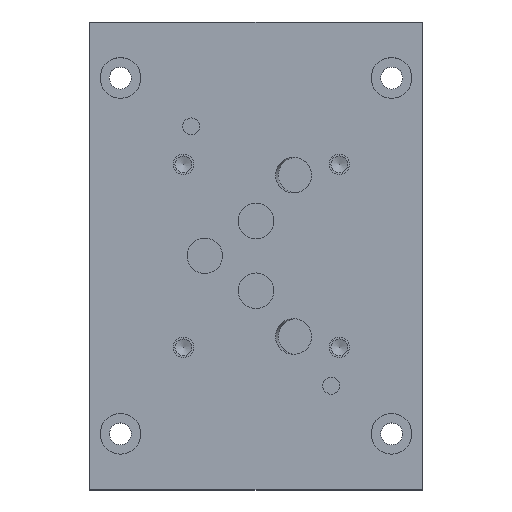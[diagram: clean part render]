
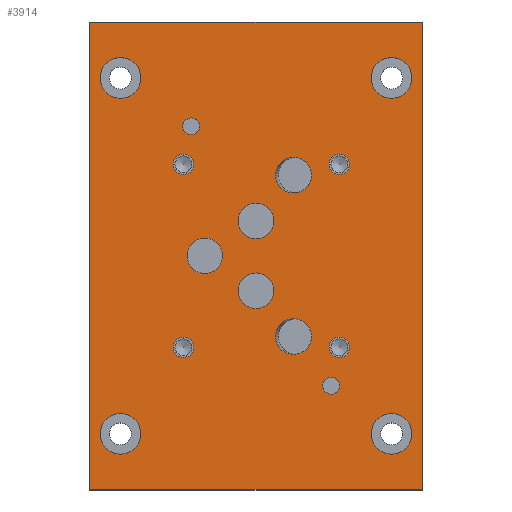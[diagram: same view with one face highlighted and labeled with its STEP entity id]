
A CAD part, top view. The second image highlights one B-rep face of the part: STEP entity #3914.
In plain terms, the highlighted planar face has unit normal (0, 0, 1).
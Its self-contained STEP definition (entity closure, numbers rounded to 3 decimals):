
#169=LINE('',#4897,#358);
#172=LINE('',#4903,#361);
#175=LINE('',#4909,#364);
#177=LINE('',#4912,#366);
#358=VECTOR('',#4219,1000.);
#361=VECTOR('',#4224,1000.);
#364=VECTOR('',#4229,1000.);
#366=VECTOR('',#4233,1000.);
#546=ELLIPSE('',#4042,5.315,5.25);
#547=ELLIPSE('',#4058,5.315,5.25);
#1167=ORIENTED_EDGE('',*,*,#1270,.T.);
#1168=ORIENTED_EDGE('',*,*,#1272,.T.);
#1169=ORIENTED_EDGE('',*,*,#1274,.T.);
#1170=ORIENTED_EDGE('',*,*,#1276,.T.);
#1171=ORIENTED_EDGE('',*,*,#1278,.T.);
#1172=ORIENTED_EDGE('',*,*,#1280,.T.);
#1173=ORIENTED_EDGE('',*,*,#1282,.T.);
#1174=ORIENTED_EDGE('',*,*,#1284,.T.);
#1175=ORIENTED_EDGE('',*,*,#1286,.T.);
#1176=ORIENTED_EDGE('',*,*,#1288,.T.);
#1177=ORIENTED_EDGE('',*,*,#1289,.T.);
#1178=ORIENTED_EDGE('',*,*,#1292,.T.);
#1179=ORIENTED_EDGE('',*,*,#1295,.T.);
#1180=ORIENTED_EDGE('',*,*,#1297,.T.);
#1181=ORIENTED_EDGE('',*,*,#1298,.T.);
#1182=ORIENTED_EDGE('',*,*,#1226,.T.);
#1183=ORIENTED_EDGE('',*,*,#1229,.T.);
#1184=ORIENTED_EDGE('',*,*,#1232,.T.);
#1185=ORIENTED_EDGE('',*,*,#1234,.T.);
#1226=EDGE_CURVE('',#1557,#1560,#169,.T.);
#1229=EDGE_CURVE('',#1560,#1562,#172,.T.);
#1232=EDGE_CURVE('',#1562,#1564,#175,.T.);
#1234=EDGE_CURVE('',#1564,#1557,#177,.T.);
#1270=EDGE_CURVE('',#1600,#1600,#1843,.T.);
#1272=EDGE_CURVE('',#1603,#1603,#1845,.T.);
#1274=EDGE_CURVE('',#1605,#1605,#1847,.T.);
#1276=EDGE_CURVE('',#1608,#1608,#1849,.T.);
#1278=EDGE_CURVE('',#1610,#1610,#1851,.T.);
#1280=EDGE_CURVE('',#1612,#1612,#1853,.T.);
#1282=EDGE_CURVE('',#1615,#1615,#1855,.T.);
#1284=EDGE_CURVE('',#1617,#1617,#1857,.T.);
#1286=EDGE_CURVE('',#1620,#1620,#1859,.T.);
#1288=EDGE_CURVE('',#1622,#1622,#1861,.T.);
#1289=EDGE_CURVE('',#1623,#1623,#546,.T.);
#1292=EDGE_CURVE('',#1626,#1626,#1864,.T.);
#1295=EDGE_CURVE('',#1629,#1629,#1867,.T.);
#1297=EDGE_CURVE('',#1631,#1631,#547,.T.);
#1298=EDGE_CURVE('',#1632,#1632,#1869,.T.);
#1557=VERTEX_POINT('',#4891);
#1560=VERTEX_POINT('',#4896);
#1562=VERTEX_POINT('',#4902);
#1564=VERTEX_POINT('',#4908);
#1600=VERTEX_POINT('',#5012);
#1603=VERTEX_POINT('',#5020);
#1605=VERTEX_POINT('',#5026);
#1608=VERTEX_POINT('',#5034);
#1610=VERTEX_POINT('',#5040);
#1612=VERTEX_POINT('',#5046);
#1615=VERTEX_POINT('',#5054);
#1617=VERTEX_POINT('',#5060);
#1620=VERTEX_POINT('',#5068);
#1622=VERTEX_POINT('',#5074);
#1623=VERTEX_POINT('',#5077);
#1626=VERTEX_POINT('',#5086);
#1629=VERTEX_POINT('',#5095);
#1631=VERTEX_POINT('',#5101);
#1632=VERTEX_POINT('',#5104);
#1843=CIRCLE('',#4000,3.);
#1845=CIRCLE('',#4005,6.);
#1847=CIRCLE('',#4009,3.);
#1849=CIRCLE('',#4014,6.);
#1851=CIRCLE('',#4018,6.);
#1853=CIRCLE('',#4022,3.);
#1855=CIRCLE('',#4027,6.);
#1857=CIRCLE('',#4031,3.);
#1859=CIRCLE('',#4036,5.25);
#1861=CIRCLE('',#4040,2.5);
#1864=CIRCLE('',#4048,5.25);
#1867=CIRCLE('',#4054,5.25);
#1869=CIRCLE('',#4060,2.5);
#2112=EDGE_LOOP('',(#1167));
#2113=EDGE_LOOP('',(#1168));
#2114=EDGE_LOOP('',(#1169));
#2115=EDGE_LOOP('',(#1170));
#2116=EDGE_LOOP('',(#1171));
#2117=EDGE_LOOP('',(#1172));
#2118=EDGE_LOOP('',(#1173));
#2119=EDGE_LOOP('',(#1174));
#2120=EDGE_LOOP('',(#1175));
#2121=EDGE_LOOP('',(#1176));
#2122=EDGE_LOOP('',(#1177));
#2123=EDGE_LOOP('',(#1178));
#2124=EDGE_LOOP('',(#1179));
#2125=EDGE_LOOP('',(#1180));
#2126=EDGE_LOOP('',(#1181));
#2127=EDGE_LOOP('',(#1182,#1183,#1184,#1185));
#2386=FACE_BOUND('',#2112,.T.);
#2387=FACE_BOUND('',#2113,.T.);
#2388=FACE_BOUND('',#2114,.T.);
#2389=FACE_BOUND('',#2115,.T.);
#2390=FACE_BOUND('',#2116,.T.);
#2391=FACE_BOUND('',#2117,.T.);
#2392=FACE_BOUND('',#2118,.T.);
#2393=FACE_BOUND('',#2119,.T.);
#2394=FACE_BOUND('',#2120,.T.);
#2395=FACE_BOUND('',#2121,.T.);
#2396=FACE_BOUND('',#2122,.T.);
#2397=FACE_BOUND('',#2123,.T.);
#2398=FACE_BOUND('',#2124,.T.);
#2399=FACE_BOUND('',#2125,.T.);
#2400=FACE_BOUND('',#2126,.T.);
#2401=FACE_BOUND('',#2127,.T.);
#2532=PLANE('',#4153);
#3914=ADVANCED_FACE('',(#2386,#2387,#2388,#2389,#2390,#2391,#2392,#2393,
#2394,#2395,#2396,#2397,#2398,#2399,#2400,#2401),#2532,.T.);
#4000=AXIS2_PLACEMENT_3D('',#5011,#4325,#4326);
#4005=AXIS2_PLACEMENT_3D('',#5019,#4335,#4336);
#4009=AXIS2_PLACEMENT_3D('',#5025,#4343,#4344);
#4014=AXIS2_PLACEMENT_3D('',#5033,#4353,#4354);
#4018=AXIS2_PLACEMENT_3D('',#5039,#4361,#4362);
#4022=AXIS2_PLACEMENT_3D('',#5045,#4369,#4370);
#4027=AXIS2_PLACEMENT_3D('',#5053,#4379,#4380);
#4031=AXIS2_PLACEMENT_3D('',#5059,#4387,#4388);
#4036=AXIS2_PLACEMENT_3D('',#5067,#4397,#4398);
#4040=AXIS2_PLACEMENT_3D('',#5073,#4405,#4406);
#4042=AXIS2_PLACEMENT_3D('',#5076,#4409,#4410);
#4048=AXIS2_PLACEMENT_3D('',#5085,#4421,#4422);
#4054=AXIS2_PLACEMENT_3D('',#5094,#4433,#4434);
#4058=AXIS2_PLACEMENT_3D('',#5100,#4441,#4442);
#4060=AXIS2_PLACEMENT_3D('',#5103,#4445,#4446);
#4153=AXIS2_PLACEMENT_3D('',#5850,#4805,#4806);
#4219=DIRECTION('',(0.,1.,0.));
#4224=DIRECTION('',(-1.,0.,0.));
#4229=DIRECTION('',(0.,-1.,0.));
#4233=DIRECTION('',(1.,0.,0.));
#4325=DIRECTION('',(0.,0.,-1.));
#4326=DIRECTION('',(1.,0.,0.));
#4335=DIRECTION('',(0.,0.,-1.));
#4336=DIRECTION('',(1.,0.,0.));
#4343=DIRECTION('',(0.,0.,-1.));
#4344=DIRECTION('',(1.,0.,0.));
#4353=DIRECTION('',(0.,0.,-1.));
#4354=DIRECTION('',(1.,0.,0.));
#4361=DIRECTION('',(0.,0.,-1.));
#4362=DIRECTION('',(1.,0.,0.));
#4369=DIRECTION('',(0.,0.,-1.));
#4370=DIRECTION('',(1.,0.,0.));
#4379=DIRECTION('',(0.,0.,-1.));
#4380=DIRECTION('',(1.,0.,0.));
#4387=DIRECTION('',(0.,0.,-1.));
#4388=DIRECTION('',(1.,0.,0.));
#4397=DIRECTION('',(0.,0.,-1.));
#4398=DIRECTION('',(1.,0.,0.));
#4405=DIRECTION('',(0.,0.,-1.));
#4406=DIRECTION('',(1.,0.,0.));
#4409=DIRECTION('',(0.,0.,-1.));
#4410=DIRECTION('',(1.,0.,0.));
#4421=DIRECTION('',(0.,0.,-1.));
#4422=DIRECTION('',(1.,0.,0.));
#4433=DIRECTION('',(0.,0.,-1.));
#4434=DIRECTION('',(1.,0.,0.));
#4441=DIRECTION('',(0.,0.,-1.));
#4442=DIRECTION('',(1.,0.,0.));
#4445=DIRECTION('',(0.,0.,-1.));
#4446=DIRECTION('',(1.,0.,0.));
#4805=DIRECTION('',(0.,0.,1.));
#4806=DIRECTION('',(1.,0.,0.));
#4891=CARTESIAN_POINT('',(389.,0.,95.));
#4896=CARTESIAN_POINT('',(389.,138.,95.));
#4897=CARTESIAN_POINT('',(389.,69.,95.));
#4902=CARTESIAN_POINT('',(291.,138.,95.));
#4903=CARTESIAN_POINT('',(340.,138.,95.));
#4908=CARTESIAN_POINT('',(291.,0.,95.));
#4909=CARTESIAN_POINT('',(291.,69.,95.));
#4912=CARTESIAN_POINT('',(340.,0.,95.));
#5011=CARTESIAN_POINT('',(364.6,96.,95.));
#5012=CARTESIAN_POINT('',(361.6,96.,95.));
#5019=CARTESIAN_POINT('',(300.,121.5,95.));
#5020=CARTESIAN_POINT('',(294.,121.5,95.));
#5025=CARTESIAN_POINT('',(364.6,42.,95.));
#5026=CARTESIAN_POINT('',(361.6,42.,95.));
#5033=CARTESIAN_POINT('',(300.,16.5,95.));
#5034=CARTESIAN_POINT('',(294.,16.5,95.));
#5039=CARTESIAN_POINT('',(380.,16.5,95.));
#5040=CARTESIAN_POINT('',(374.,16.5,95.));
#5045=CARTESIAN_POINT('',(318.6,42.,95.));
#5046=CARTESIAN_POINT('',(315.6,42.,95.));
#5053=CARTESIAN_POINT('',(380.,121.5,95.));
#5054=CARTESIAN_POINT('',(374.,121.5,95.));
#5059=CARTESIAN_POINT('',(318.6,96.,95.));
#5060=CARTESIAN_POINT('',(315.6,96.,95.));
#5067=CARTESIAN_POINT('',(340.,79.3,95.));
#5068=CARTESIAN_POINT('',(334.75,79.3,95.));
#5073=CARTESIAN_POINT('',(362.2,30.7,95.));
#5074=CARTESIAN_POINT('',(359.7,30.7,95.));
#5076=CARTESIAN_POINT('',(351.1,45.2,95.));
#5077=CARTESIAN_POINT('',(345.785,45.2,95.));
#5085=CARTESIAN_POINT('',(324.9,69.,95.));
#5086=CARTESIAN_POINT('',(319.65,69.,95.));
#5094=CARTESIAN_POINT('',(340.,58.7,95.));
#5095=CARTESIAN_POINT('',(334.75,58.7,95.));
#5100=CARTESIAN_POINT('',(351.1,92.8,95.));
#5101=CARTESIAN_POINT('',(345.785,92.8,95.));
#5103=CARTESIAN_POINT('',(320.9,107.2,95.));
#5104=CARTESIAN_POINT('',(318.4,107.2,95.));
#5850=CARTESIAN_POINT('',(340.,69.,95.));
